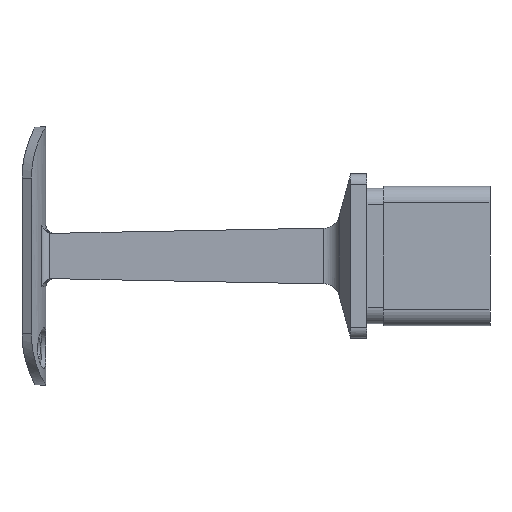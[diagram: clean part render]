
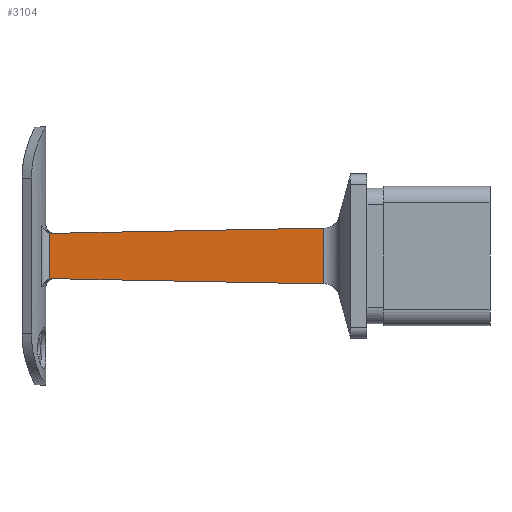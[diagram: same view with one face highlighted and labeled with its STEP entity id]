
A CAD part, left-side view. The second image highlights one B-rep face of the part: STEP entity #3104.
In plain terms, the highlighted planar face has unit normal (-1, 0.019, 0).
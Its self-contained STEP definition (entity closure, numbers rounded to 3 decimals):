
#665 = VERTEX_POINT ( 'NONE', #5860 ) ;
#800 = EDGE_CURVE ( 'NONE', #13559, #3798, #4229, .T. ) ;
#1098 = ORIENTED_EDGE ( 'NONE', *, *, #4744, .T. ) ;
#1113 = DIRECTION ( 'NONE',  ( 0., 0., 1. ) ) ;
#1531 = CARTESIAN_POINT ( 'NONE',  ( -5.518, 77.205, -5.539 ) ) ;
#1881 = VERTEX_POINT ( 'NONE', #2820 ) ;
#2296 = ORIENTED_EDGE ( 'NONE', *, *, #2767, .T. ) ;
#2743 = CARTESIAN_POINT ( 'NONE',  ( -5.524, 76.858, -5.524 ) ) ;
#2767 = EDGE_CURVE ( 'NONE', #3798, #1881, #4930, .T. ) ;
#2791 = CARTESIAN_POINT ( 'NONE',  ( -5.524, 76.858, -5.524 ) ) ;
#2820 = CARTESIAN_POINT ( 'NONE',  ( -6.798, 10.53, -6.798 ) ) ;
#3104 = ADVANCED_FACE ( 'NONE', ( #13672 ), #6044, .T. ) ;
#3511 = ORIENTED_EDGE ( 'NONE', *, *, #14850, .T. ) ;
#3578 = CARTESIAN_POINT ( 'NONE',  ( -7., 0., 7. ) ) ;
#3595 = CARTESIAN_POINT ( 'NONE',  ( -5.514, 77.376, 5.58 ) ) ;
#3599 = VERTEX_POINT ( 'NONE', #9709 ) ;
#3798 = VERTEX_POINT ( 'NONE', #2743 ) ;
#4229 = B_SPLINE_CURVE_WITH_KNOTS ( 'NONE', 3,
 ( #8877, #1531, #10367, #2791 ),
 .UNSPECIFIED., .F., .F.,
 ( 4, 4 ),
 ( 0., 0.001 ),
 .UNSPECIFIED. ) ;
#4744 = EDGE_CURVE ( 'NONE', #3599, #665, #8044, .T. ) ;
#4930 = LINE ( 'NONE', #13665, #6341 ) ;
#4990 = CARTESIAN_POINT ( 'NONE',  ( -5.524, 76.858, 5.524 ) ) ;
#5323 = AXIS2_PLACEMENT_3D ( 'NONE', #3578, #6220, #11089 ) ;
#5370 = CARTESIAN_POINT ( 'NONE',  ( -5.514, 77.376, -5.58 ) ) ;
#5860 = CARTESIAN_POINT ( 'NONE',  ( -5.514, 77.376, 5.58 ) ) ;
#6044 = PLANE ( 'NONE',  #5323 ) ;
#6220 = DIRECTION ( 'NONE',  ( -1., 0.019, 0. ) ) ;
#6341 = VECTOR ( 'NONE', #7438, 1000. ) ;
#6798 = ORIENTED_EDGE ( 'NONE', *, *, #9710, .F. ) ;
#7438 = DIRECTION ( 'NONE',  ( -0.019, -1., -0.019 ) ) ;
#7600 = CARTESIAN_POINT ( 'NONE',  ( -6.995, 0.269, 6.995 ) ) ;
#7673 = CARTESIAN_POINT ( 'NONE',  ( -5.514, 77.376, 7. ) ) ;
#7949 = CARTESIAN_POINT ( 'NONE',  ( -6.798, 10.53, 6.798 ) ) ;
#8044 = B_SPLINE_CURVE_WITH_KNOTS ( 'NONE', 3,
 ( #4990, #9802, #8699, #3595 ),
 .UNSPECIFIED., .F., .F.,
 ( 4, 4 ),
 ( 0., 0.001 ),
 .UNSPECIFIED. ) ;
#8226 = EDGE_LOOP ( 'NONE', ( #1098, #3511, #13313, #2296, #12772, #6798 ) ) ;
#8316 = VECTOR ( 'NONE', #10215, 1000. ) ;
#8699 = CARTESIAN_POINT ( 'NONE',  ( -5.518, 77.205, 5.539 ) ) ;
#8877 = CARTESIAN_POINT ( 'NONE',  ( -5.514, 77.376, -5.58 ) ) ;
#9709 = CARTESIAN_POINT ( 'NONE',  ( -5.524, 76.858, 5.524 ) ) ;
#9710 = EDGE_CURVE ( 'NONE', #3599, #10463, #12884, .T. ) ;
#9802 = CARTESIAN_POINT ( 'NONE',  ( -5.521, 77.033, 5.521 ) ) ;
#10215 = DIRECTION ( 'NONE',  ( 0., 0., -1. ) ) ;
#10367 = CARTESIAN_POINT ( 'NONE',  ( -5.521, 77.033, -5.521 ) ) ;
#10463 = VERTEX_POINT ( 'NONE', #7949 ) ;
#10691 = LINE ( 'NONE', #7673, #8316 ) ;
#11089 = DIRECTION ( 'NONE',  ( -0.019, -1., 0. ) ) ;
#11459 = CARTESIAN_POINT ( 'NONE',  ( -6.798, 10.53, 7. ) ) ;
#11847 = VECTOR ( 'NONE', #1113, 1000. ) ;
#12772 = ORIENTED_EDGE ( 'NONE', *, *, #16288, .T. ) ;
#12884 = LINE ( 'NONE', #7600, #16104 ) ;
#13313 = ORIENTED_EDGE ( 'NONE', *, *, #800, .T. ) ;
#13559 = VERTEX_POINT ( 'NONE', #5370 ) ;
#13665 = CARTESIAN_POINT ( 'NONE',  ( -6.995, 0.269, -6.995 ) ) ;
#13672 = FACE_OUTER_BOUND ( 'NONE', #8226, .T. ) ;
#13717 = DIRECTION ( 'NONE',  ( -0.019, -1., 0.019 ) ) ;
#14850 = EDGE_CURVE ( 'NONE', #665, #13559, #10691, .T. ) ;
#15043 = LINE ( 'NONE', #11459, #11847 ) ;
#16104 = VECTOR ( 'NONE', #13717, 1000. ) ;
#16288 = EDGE_CURVE ( 'NONE', #1881, #10463, #15043, .T. ) ;
